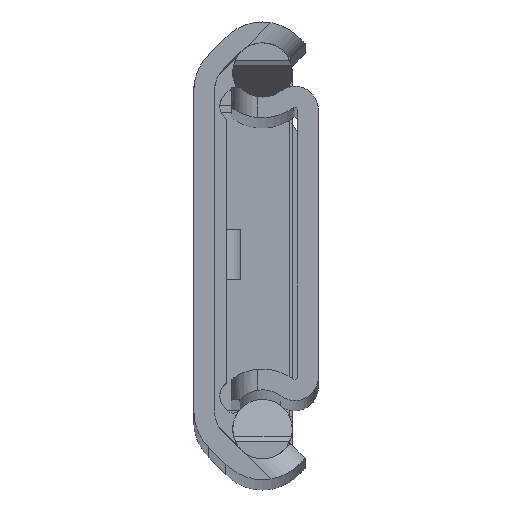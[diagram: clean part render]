
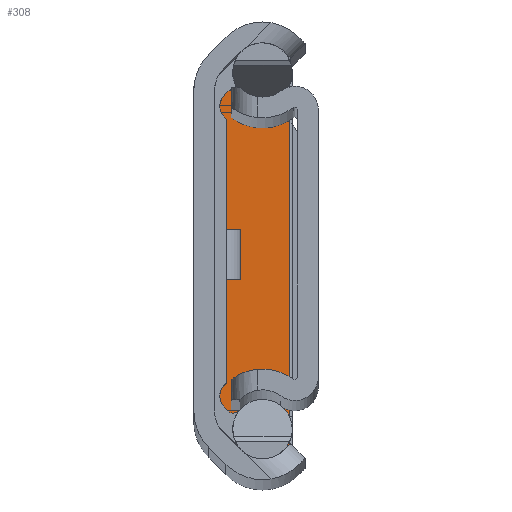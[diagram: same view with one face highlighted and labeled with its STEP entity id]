
A CAD part, top view. The second image highlights one B-rep face of the part: STEP entity #308.
In plain terms, the highlighted planar face has unit normal (0, 0, 1).
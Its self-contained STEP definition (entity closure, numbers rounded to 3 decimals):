
#308 = ADVANCED_FACE ( 'NONE', ( #5479 ), #4812, .F. ) ;
#1469 = EDGE_CURVE ( 'NONE', #3344, #10525, #1863, .T. ) ;
#1863 = LINE ( 'NONE', #8258, #11274 ) ;
#2087 = CARTESIAN_POINT ( 'NONE',  ( -14.8, 6., 3.25 ) ) ;
#2168 = EDGE_CURVE ( 'NONE', #4190, #8643, #10022, .T. ) ;
#2173 = VECTOR ( 'NONE', #5288, 1000. ) ;
#2268 = DIRECTION ( 'NONE',  ( 0., -1., 0. ) ) ;
#2512 = CARTESIAN_POINT ( 'NONE',  ( 14.8, 6., 3.25 ) ) ;
#2716 = AXIS2_PLACEMENT_3D ( 'NONE', #2945, #10459, #8665 ) ;
#2945 = CARTESIAN_POINT ( 'NONE',  ( -15., 6., 3.25 ) ) ;
#3001 = CARTESIAN_POINT ( 'NONE',  ( 14.8, 0.2, 3.25 ) ) ;
#3344 = VERTEX_POINT ( 'NONE', #6612 ) ;
#3577 = LINE ( 'NONE', #2512, #3783 ) ;
#3619 = ORIENTED_EDGE ( 'NONE', *, *, #3923, .T. ) ;
#3783 = VECTOR ( 'NONE', #7283, 1000. ) ;
#3923 = EDGE_CURVE ( 'NONE', #10525, #4190, #9841, .T. ) ;
#4190 = VERTEX_POINT ( 'NONE', #9333 ) ;
#4636 = CARTESIAN_POINT ( 'NONE',  ( -14.8, 5.8, 3.25 ) ) ;
#4812 = PLANE ( 'NONE',  #2716 ) ;
#4818 = EDGE_LOOP ( 'NONE', ( #10000, #3619, #8473, #9643 ) ) ;
#5288 = DIRECTION ( 'NONE',  ( 1., 0., 0. ) ) ;
#5479 = FACE_OUTER_BOUND ( 'NONE', #4818, .T. ) ;
#6612 = CARTESIAN_POINT ( 'NONE',  ( 14.8, 5.8, 3.25 ) ) ;
#7283 = DIRECTION ( 'NONE',  ( 0., 1., 0. ) ) ;
#7936 = EDGE_CURVE ( 'NONE', #8643, #3344, #3577, .T. ) ;
#8258 = CARTESIAN_POINT ( 'NONE',  ( -15., 5.8, 3.25 ) ) ;
#8473 = ORIENTED_EDGE ( 'NONE', *, *, #2168, .T. ) ;
#8643 = VERTEX_POINT ( 'NONE', #3001 ) ;
#8665 = DIRECTION ( 'NONE',  ( -1., 0., 0. ) ) ;
#9249 = DIRECTION ( 'NONE',  ( -1., 0., 0. ) ) ;
#9333 = CARTESIAN_POINT ( 'NONE',  ( -14.8, 0.2, 3.25 ) ) ;
#9643 = ORIENTED_EDGE ( 'NONE', *, *, #7936, .T. ) ;
#9841 = LINE ( 'NONE', #2087, #10344 ) ;
#10000 = ORIENTED_EDGE ( 'NONE', *, *, #1469, .T. ) ;
#10022 = LINE ( 'NONE', #11011, #2173 ) ;
#10344 = VECTOR ( 'NONE', #2268, 1000. ) ;
#10459 = DIRECTION ( 'NONE',  ( 0., 0., -1. ) ) ;
#10525 = VERTEX_POINT ( 'NONE', #4636 ) ;
#11011 = CARTESIAN_POINT ( 'NONE',  ( -15., 0.2, 3.25 ) ) ;
#11274 = VECTOR ( 'NONE', #9249, 1000. ) ;
